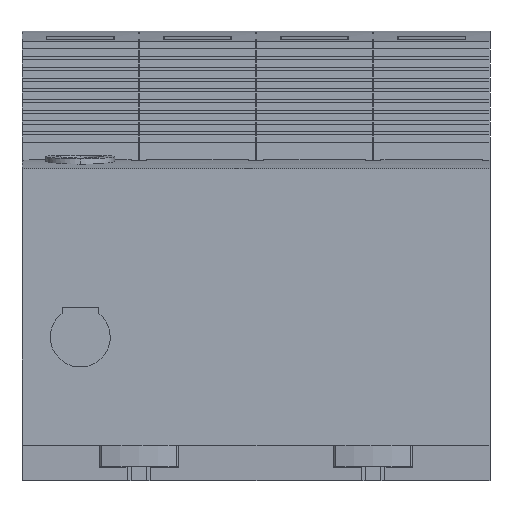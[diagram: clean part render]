
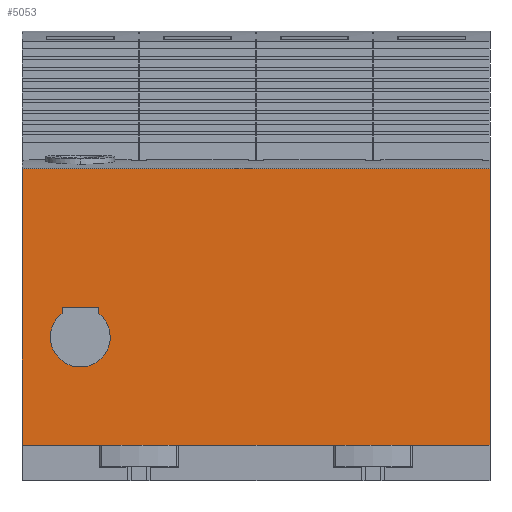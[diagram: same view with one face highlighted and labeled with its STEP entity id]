
A CAD part, front view. The second image highlights one B-rep face of the part: STEP entity #5053.
In plain terms, the highlighted planar face has unit normal (0, -1, 0).
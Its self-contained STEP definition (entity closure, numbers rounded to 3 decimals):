
#48=DIRECTION('',(0.,0.,-1.));
#49=VECTOR('',#48,42.486);
#50=CARTESIAN_POINT('',(-35.95,-42.4,23.362));
#51=LINE('',#50,#49);
#673=DIRECTION('',(0.,0.,-1.));
#674=VECTOR('',#673,42.486);
#675=CARTESIAN_POINT('',(35.95,-42.4,23.362));
#676=LINE('',#675,#674);
#898=DIRECTION('',(1.,0.,0.));
#899=VECTOR('',#898,12.213);
#900=CARTESIAN_POINT('',(11.894,-42.4,-19.125));
#901=LINE('',#900,#899);
#958=DIRECTION('',(1.,0.,0.));
#959=VECTOR('',#958,12.213);
#960=CARTESIAN_POINT('',(-24.107,-42.4,-19.125));
#961=LINE('',#960,#959);
#1206=DIRECTION('',(1.,0.,0.));
#1207=VECTOR('',#1206,11.843);
#1208=CARTESIAN_POINT('',(24.107,-42.4,-19.125));
#1209=LINE('',#1208,#1207);
#1222=DIRECTION('',(1.,0.,0.));
#1223=VECTOR('',#1222,11.843);
#1224=CARTESIAN_POINT('',(-35.95,-42.4,-19.125));
#1225=LINE('',#1224,#1223);
#1238=DIRECTION('',(1.,0.,0.));
#1239=VECTOR('',#1238,23.787);
#1240=CARTESIAN_POINT('',(-11.894,-42.4,-19.125));
#1241=LINE('',#1240,#1239);
#1466=CARTESIAN_POINT('',(-27.,-42.4,-2.525));
#1467=DIRECTION('',(0.,-1.,0.));
#1468=DIRECTION('',(-0.609,0.,0.793));
#1469=AXIS2_PLACEMENT_3D('',#1466,#1467,#1468);
#1471=DIRECTION('',(0.,0.,1.));
#1472=VECTOR('',#1471,0.95);
#1473=CARTESIAN_POINT('',(-24.2,-42.4,1.125));
#1474=LINE('',#1473,#1472);
#1475=DIRECTION('',(-1.,0.,0.));
#1476=VECTOR('',#1475,5.6);
#1477=CARTESIAN_POINT('',(-24.2,-42.4,2.075));
#1478=LINE('',#1477,#1476);
#1479=DIRECTION('',(0.,0.,-1.));
#1480=VECTOR('',#1479,0.95);
#1481=CARTESIAN_POINT('',(-29.8,-42.4,2.075));
#1482=LINE('',#1481,#1480);
#1483=DIRECTION('',(1.,0.,0.));
#1484=VECTOR('',#1483,71.9);
#1485=CARTESIAN_POINT('',(-35.95,-42.4,23.362));
#1486=LINE('',#1485,#1484);
#2718=CARTESIAN_POINT('',(-35.95,-42.4,23.362));
#2719=VERTEX_POINT('',#2718);
#2720=CARTESIAN_POINT('',(-35.95,-42.4,-19.125));
#2721=VERTEX_POINT('',#2720);
#2764=CARTESIAN_POINT('',(35.95,-42.4,23.362));
#2765=VERTEX_POINT('',#2764);
#2766=CARTESIAN_POINT('',(35.95,-42.4,-19.125));
#2767=VERTEX_POINT('',#2766);
#2948=CARTESIAN_POINT('',(-29.8,-42.4,1.125));
#2949=CARTESIAN_POINT('',(-24.2,-42.4,1.125));
#2950=VERTEX_POINT('',#2948);
#2951=VERTEX_POINT('',#2949);
#2952=CARTESIAN_POINT('',(-24.2,-42.4,2.075));
#2953=VERTEX_POINT('',#2952);
#2954=CARTESIAN_POINT('',(-29.8,-42.4,2.075));
#2955=VERTEX_POINT('',#2954);
#3024=CARTESIAN_POINT('',(24.107,-42.4,-19.125));
#3025=VERTEX_POINT('',#3024);
#3026=CARTESIAN_POINT('',(11.894,-42.4,-19.125));
#3027=VERTEX_POINT('',#3026);
#3188=CARTESIAN_POINT('',(-24.107,-42.4,-19.125));
#3189=VERTEX_POINT('',#3188);
#3190=CARTESIAN_POINT('',(-11.894,-42.4,-19.125));
#3191=VERTEX_POINT('',#3190);
#5027=CARTESIAN_POINT('',(-35.95,-42.4,23.362));
#5028=DIRECTION('',(0.,-1.,0.));
#5029=DIRECTION('',(0.,0.,-1.));
#5030=AXIS2_PLACEMENT_3D('',#5027,#5028,#5029);
#5031=PLANE('',#5030);
#5032=ORIENTED_EDGE('',*,*,#4580,.F.);
#5033=ORIENTED_EDGE('',*,*,#3389,.F.);
#5035=ORIENTED_EDGE('',*,*,#5034,.T.);
#5036=ORIENTED_EDGE('',*,*,#3955,.T.);
#5037=ORIENTED_EDGE('',*,*,#4561,.F.);
#5038=ORIENTED_EDGE('',*,*,#4202,.F.);
#5039=ORIENTED_EDGE('',*,*,#4594,.F.);
#5040=ORIENTED_EDGE('',*,*,#4239,.F.);
#5041=EDGE_LOOP('',(#5032,#5033,#5035,#5036,#5037,#5038,#5039,#5040));
#5042=FACE_OUTER_BOUND('',#5041,.F.);
#5044=ORIENTED_EDGE('',*,*,#5043,.T.);
#5046=ORIENTED_EDGE('',*,*,#5045,.T.);
#5048=ORIENTED_EDGE('',*,*,#5047,.T.);
#5050=ORIENTED_EDGE('',*,*,#5049,.T.);
#5051=EDGE_LOOP('',(#5044,#5046,#5048,#5050));
#5052=FACE_BOUND('',#5051,.F.);
#5053=ADVANCED_FACE('',(#5042,#5052),#5031,.T.);
#1470=CIRCLE('',#1469,4.6);
#3389=EDGE_CURVE('',#2719,#2721,#51,.T.);
#3955=EDGE_CURVE('',#2765,#2767,#676,.T.);
#4202=EDGE_CURVE('',#3027,#3025,#901,.T.);
#4239=EDGE_CURVE('',#3189,#3191,#961,.T.);
#4561=EDGE_CURVE('',#3025,#2767,#1209,.T.);
#4580=EDGE_CURVE('',#2721,#3189,#1225,.T.);
#4594=EDGE_CURVE('',#3191,#3027,#1241,.T.);
#5034=EDGE_CURVE('',#2719,#2765,#1486,.T.);
#5043=EDGE_CURVE('',#2950,#2951,#1470,.T.);
#5045=EDGE_CURVE('',#2951,#2953,#1474,.T.);
#5047=EDGE_CURVE('',#2953,#2955,#1478,.T.);
#5049=EDGE_CURVE('',#2955,#2950,#1482,.T.);
